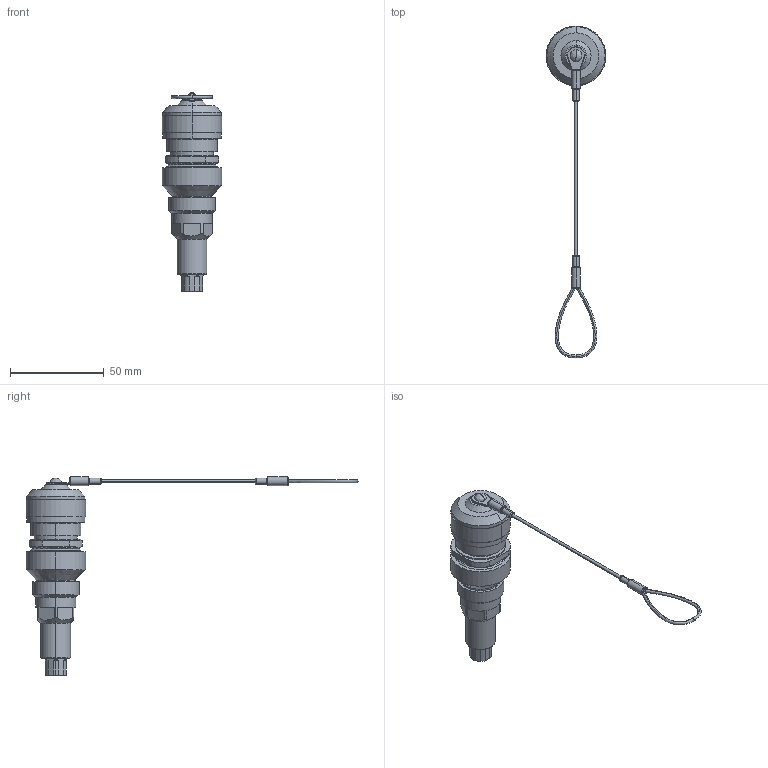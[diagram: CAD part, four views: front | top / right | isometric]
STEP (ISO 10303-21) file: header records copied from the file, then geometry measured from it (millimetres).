
FILE_DESCRIPTION (( 'STEP AP214' ), '1' );
FILE_NAME ('ECSP5209UA0.STEP', '2018-02-12T14:51:54', ( '' ), ( '' ), 'SwSTEP 2.0', 'SolidWorks 2017', '' );
FILE_SCHEMA (( 'AUTOMOTIVE_DESIGN' ));
Length unit declared in the file: inch
Products named in the file (10): ECSP5209UA0; 3AB10-041-MA1; ECRU5211U00; ECSP5201UA0-MA4; ECSP5201UA0-MA6; 3AB10-041; ECSP5201UA0-MA5; ECSP5201UA0-MA2; ECSP5201UA0-MA7; ECSP5201UA0-MA1
Assembly tree (9 placements, depth 3):
  ECSP5209UA0
    ECSP5201UA0-MA1
    ECSP5201UA0-MA2
    ECSP5201UA0-MA4
    ECSP5201UA0-MA5
    ECSP5201UA0-MA6
    ECSP5201UA0-MA7
    ECRU5211U00
      3AB10-041
      3AB10-041-MA1
Bounding box: 31.75 x 176.85 x 105.77 mm (x, y, z)
Volume: 34217.9 mm3; surface area: 26115.1 mm2
Topology: 9 solids, 9 shells, 475 faces, 1093 edges, 662 vertices
Faces by surface type: plane 167, cylinder 138, cone 138, torus 24, bspline 8
Entity records: 17705 total; most frequent: CARTESIAN_POINT 3287, DIRECTION 2418, ORIENTED_EDGE 2182, EDGE_CURVE 1091, AXIS2_PLACEMENT_3D 919, VERTEX_POINT 662, VECTOR 580, LINE 580
